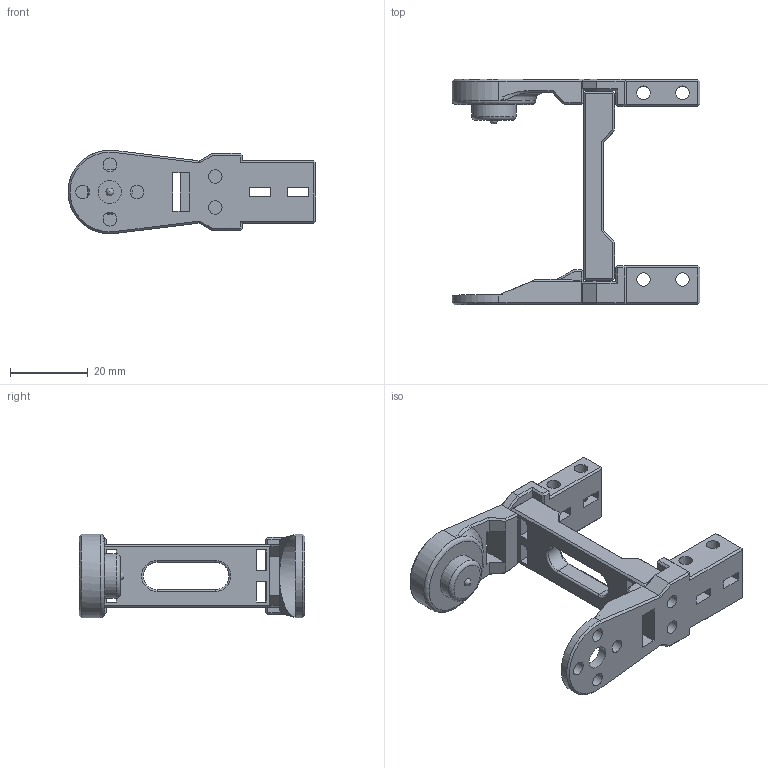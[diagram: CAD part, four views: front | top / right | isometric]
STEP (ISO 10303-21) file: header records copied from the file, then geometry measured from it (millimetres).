
FILE_DESCRIPTION(/* description */ (''),/* implementation_level */ '2;1');
FILE_NAME(/* name */ 'CoxaAssembly.step',/* time_stamp */ '2022-12-03T14:14:05-06:00',/* author */ (''),/* organization */ (''),/* preprocessor_version */ 'ST-DEVELOPER v19.2',/* originating_system */ 'Autodesk Translation Framework v11.17.0.187',/* authorisation */ '');
FILE_SCHEMA (('AUTOMOTIVE_DESIGN { 1 0 10303 214 3 1 1 }'));
Length unit declared in the file: millimetre
Products named in the file (4): CoxaAssembly; CoxaSide1; LegRib; CoxaSide2
Assembly tree (3 placements, depth 2):
  CoxaAssembly
    CoxaSide1
    LegRib
    CoxaSide2
Bounding box: 63.75 x 58 x 21.49 mm (x, y, z)
Volume: 15703.6 mm3; surface area: 11158.2 mm2
Topology: 3 solids, 3 shells, 268 faces, 691 edges, 430 vertices
Faces by surface type: plane 218, cylinder 35, torus 7, bspline 5, cone 2, sphere 1
Full cylindrical faces by diameter (mm): 3.5 x24, 6 x1, 11.5 x1
Entity records: 8283 total; most frequent: CARTESIAN_POINT 1541, ORIENTED_EDGE 1378, DIRECTION 1302, EDGE_CURVE 689, LINE 584, VECTOR 584, VERTEX_POINT 430, AXIS2_PLACEMENT_3D 359
